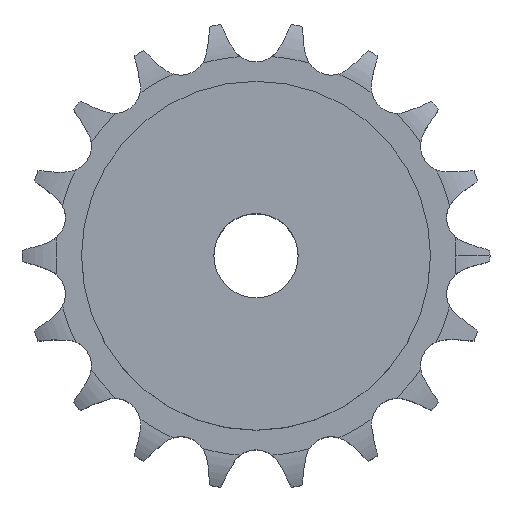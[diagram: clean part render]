
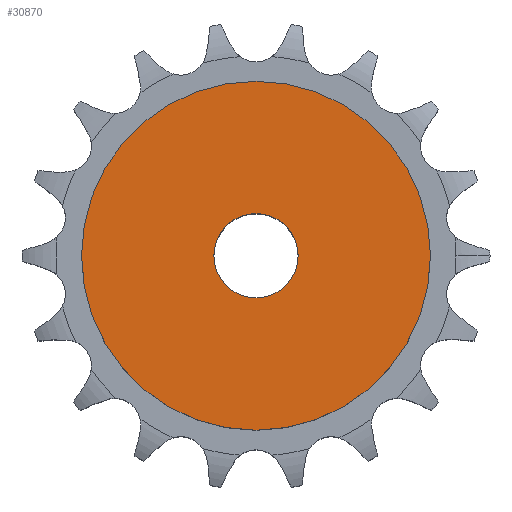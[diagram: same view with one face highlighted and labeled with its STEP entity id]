
A CAD part, top view. The second image highlights one B-rep face of the part: STEP entity #30870.
In plain terms, the highlighted planar face has unit normal (0, 0, 1).
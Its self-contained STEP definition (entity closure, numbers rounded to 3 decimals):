
#16496 = CYLINDRICAL_SURFACE('',#16497,7.);
#16497 = AXIS2_PLACEMENT_3D('',#16498,#16499,#16500);
#16498 = CARTESIAN_POINT('',(0.,0.,126.609));
#16499 = DIRECTION('',(0.,0.,1.));
#16500 = DIRECTION('',(1.,0.,0.));
#21156 = EDGE_CURVE('',#21157,#21157,#21159,.T.);
#21157 = VERTEX_POINT('',#21158);
#21158 = CARTESIAN_POINT('',(7.,0.,35.));
#21159 = SURFACE_CURVE('',#21160,(#21165,#21172),.PCURVE_S1.);
#21160 = CIRCLE('',#21161,7.);
#21161 = AXIS2_PLACEMENT_3D('',#21162,#21163,#21164);
#21162 = CARTESIAN_POINT('',(0.,0.,35.));
#21163 = DIRECTION('',(0.,0.,1.));
#21164 = DIRECTION('',(1.,0.,0.));
#21165 = PCURVE('',#16496,#21166);
#21166 = DEFINITIONAL_REPRESENTATION('',(#21167),#21171);
#21167 = LINE('',#21168,#21169);
#21168 = CARTESIAN_POINT('',(0.,-91.609));
#21169 = VECTOR('',#21170,1.);
#21170 = DIRECTION('',(1.,0.));
#21171 = ( GEOMETRIC_REPRESENTATION_CONTEXT(2) 
PARAMETRIC_REPRESENTATION_CONTEXT() REPRESENTATION_CONTEXT('2D SPACE',''
  ) );
#21172 = PCURVE('',#21173,#21178);
#21173 = PLANE('',#21174);
#21174 = AXIS2_PLACEMENT_3D('',#21175,#21176,#21177);
#21175 = CARTESIAN_POINT('',(0.,0.,35.)
  );
#21176 = DIRECTION('',(0.,0.,1.));
#21177 = DIRECTION('',(1.,0.,0.));
#21178 = DEFINITIONAL_REPRESENTATION('',(#21179),#21183);
#21179 = CIRCLE('',#21180,7.);
#21180 = AXIS2_PLACEMENT_2D('',#21181,#21182);
#21181 = CARTESIAN_POINT('',(0.,0.));
#21182 = DIRECTION('',(1.,0.));
#21183 = ( GEOMETRIC_REPRESENTATION_CONTEXT(2) 
PARAMETRIC_REPRESENTATION_CONTEXT() REPRESENTATION_CONTEXT('2D SPACE',''
  ) );
#30870 = ADVANCED_FACE('',(#30871,#30902),#21173,.T.);
#30871 = FACE_BOUND('',#30872,.T.);
#30872 = EDGE_LOOP('',(#30873));
#30873 = ORIENTED_EDGE('',*,*,#30874,.T.);
#30874 = EDGE_CURVE('',#30875,#30875,#30877,.T.);
#30875 = VERTEX_POINT('',#30876);
#30876 = CARTESIAN_POINT('',(29.,0.,35.));
#30877 = SURFACE_CURVE('',#30878,(#30883,#30890),.PCURVE_S1.);
#30878 = CIRCLE('',#30879,29.);
#30879 = AXIS2_PLACEMENT_3D('',#30880,#30881,#30882);
#30880 = CARTESIAN_POINT('',(0.,0.,35.));
#30881 = DIRECTION('',(0.,0.,1.));
#30882 = DIRECTION('',(1.,0.,0.));
#30883 = PCURVE('',#21173,#30884);
#30884 = DEFINITIONAL_REPRESENTATION('',(#30885),#30889);
#30885 = CIRCLE('',#30886,29.);
#30886 = AXIS2_PLACEMENT_2D('',#30887,#30888);
#30887 = CARTESIAN_POINT('',(0.,0.));
#30888 = DIRECTION('',(1.,0.));
#30889 = ( GEOMETRIC_REPRESENTATION_CONTEXT(2) 
PARAMETRIC_REPRESENTATION_CONTEXT() REPRESENTATION_CONTEXT('2D SPACE',''
  ) );
#30890 = PCURVE('',#30891,#30896);
#30891 = CYLINDRICAL_SURFACE('',#30892,29.);
#30892 = AXIS2_PLACEMENT_3D('',#30893,#30894,#30895);
#30893 = CARTESIAN_POINT('',(0.,0.,0.));
#30894 = DIRECTION('',(-0.,-0.,-1.));
#30895 = DIRECTION('',(1.,0.,0.));
#30896 = DEFINITIONAL_REPRESENTATION('',(#30897),#30901);
#30897 = LINE('',#30898,#30899);
#30898 = CARTESIAN_POINT('',(-0.,-35.));
#30899 = VECTOR('',#30900,1.);
#30900 = DIRECTION('',(-1.,0.));
#30901 = ( GEOMETRIC_REPRESENTATION_CONTEXT(2) 
PARAMETRIC_REPRESENTATION_CONTEXT() REPRESENTATION_CONTEXT('2D SPACE',''
  ) );
#30902 = FACE_BOUND('',#30903,.T.);
#30903 = EDGE_LOOP('',(#30904));
#30904 = ORIENTED_EDGE('',*,*,#21156,.F.);
